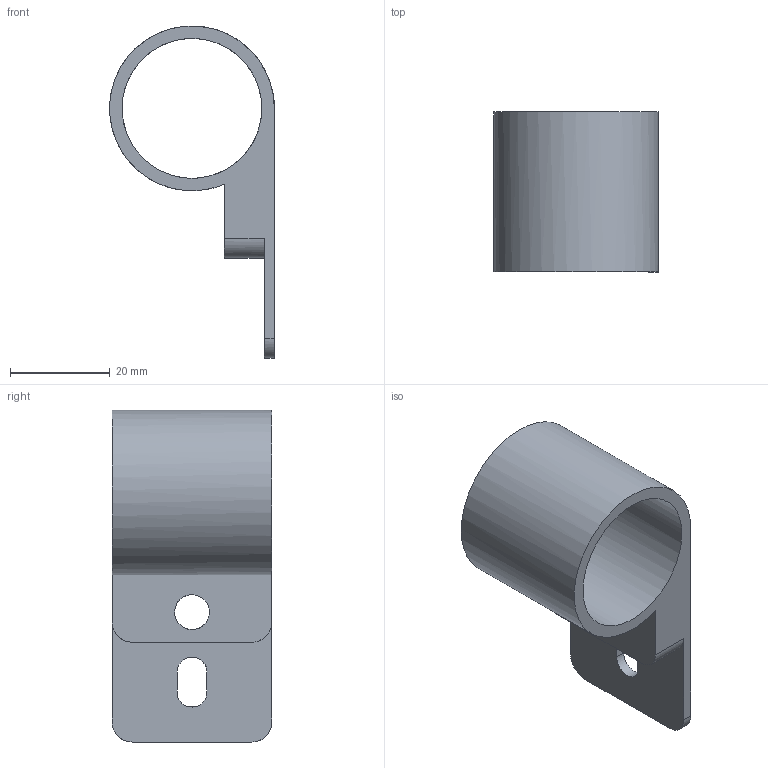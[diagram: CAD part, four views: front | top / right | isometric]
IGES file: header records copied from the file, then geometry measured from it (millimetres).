
Global section: file name: 350014; native system: Autodesk Inventor 2018; preprocessor: unknown; author: Fiala; date: 20190413.124248; units: millimetre
Bounding box: 32.99 x 32 x 66.5 mm (x, y, z)
Volume: 14518.2 mm3; surface area: 9540.3 mm2
Topology: 1 solids, 1 shells, 18 faces, 50 edges, 34 vertices
Faces by surface type: bspline 18
